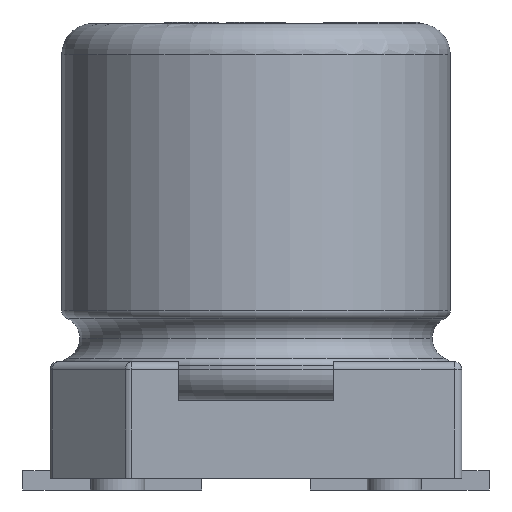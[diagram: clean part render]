
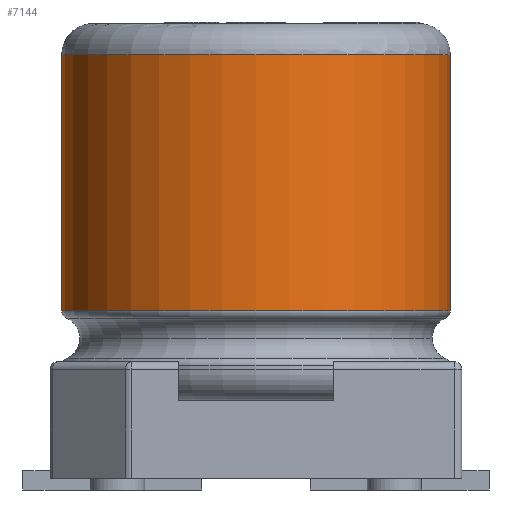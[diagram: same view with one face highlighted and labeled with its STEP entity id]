
A CAD part, left-side view. The second image highlights one B-rep face of the part: STEP entity #7144.
In plain terms, the highlighted cylindrical face has radius 2.5 mm (diameter 5 mm), a partial arc.
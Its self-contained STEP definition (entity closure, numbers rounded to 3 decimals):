
#397 = CIRCLE ( 'NONE', #2069, 2.5 ) ;
#777 = DIRECTION ( 'NONE',  ( 0., 1., 0. ) ) ;
#858 = VERTEX_POINT ( 'NONE', #4760 ) ;
#895 = VERTEX_POINT ( 'NONE', #1979 ) ;
#1099 = ORIENTED_EDGE ( 'NONE', *, *, #7337, .F. ) ;
#1148 = DIRECTION ( 'NONE',  ( 0., 1., 0. ) ) ;
#1257 = ORIENTED_EDGE ( 'NONE', *, *, #1839, .T. ) ;
#1370 = CARTESIAN_POINT ( 'NONE',  ( 0., 0., 5.454 ) ) ;
#1839 = EDGE_CURVE ( 'NONE', #895, #858, #6876, .T. ) ;
#1910 = ORIENTED_EDGE ( 'NONE', *, *, #4686, .F. ) ;
#1979 = CARTESIAN_POINT ( 'NONE',  ( 0., 2.5, 5.454 ) ) ;
#2006 = DIRECTION ( 'NONE',  ( 0., 0., -1. ) ) ;
#2069 = AXIS2_PLACEMENT_3D ( 'NONE', #5717, #6915, #1148 ) ;
#2325 = VECTOR ( 'NONE', #2897, 1000. ) ;
#2624 = CYLINDRICAL_SURFACE ( 'NONE', #3075, 2.5 ) ;
#2897 = DIRECTION ( 'NONE',  ( 0., 0., -1. ) ) ;
#3075 = AXIS2_PLACEMENT_3D ( 'NONE', #3657, #6450, #7106 ) ;
#3122 = DIRECTION ( 'NONE',  ( 0., 0., -1. ) ) ;
#3187 = CIRCLE ( 'NONE', #3787, 2.5 ) ;
#3237 = ORIENTED_EDGE ( 'NONE', *, *, #7055, .T. ) ;
#3480 = CARTESIAN_POINT ( 'NONE',  ( 0., -2.5, -18.963 ) ) ;
#3657 = CARTESIAN_POINT ( 'NONE',  ( 0., 0., -18.963 ) ) ;
#3787 = AXIS2_PLACEMENT_3D ( 'NONE', #1370, #3122, #777 ) ;
#4102 = VECTOR ( 'NONE', #2006, 1000. ) ;
#4414 = CARTESIAN_POINT ( 'NONE',  ( 0., -2.5, 5.454 ) ) ;
#4676 = EDGE_LOOP ( 'NONE', ( #1910, #3237, #1257, #1099 ) ) ;
#4686 = EDGE_CURVE ( 'NONE', #6165, #6014, #6707, .T. ) ;
#4760 = CARTESIAN_POINT ( 'NONE',  ( 0., 2.5, 2.155 ) ) ;
#5717 = CARTESIAN_POINT ( 'NONE',  ( 0., 0., 2.155 ) ) ;
#6014 = VERTEX_POINT ( 'NONE', #7050 ) ;
#6165 = VERTEX_POINT ( 'NONE', #4414 ) ;
#6450 = DIRECTION ( 'NONE',  ( 0., 0., -1. ) ) ;
#6477 = CARTESIAN_POINT ( 'NONE',  ( 0., 2.5, -18.963 ) ) ;
#6707 = LINE ( 'NONE', #3480, #2325 ) ;
#6876 = LINE ( 'NONE', #6477, #4102 ) ;
#6915 = DIRECTION ( 'NONE',  ( 0., 0., -1. ) ) ;
#7050 = CARTESIAN_POINT ( 'NONE',  ( 0., -2.5, 2.155 ) ) ;
#7055 = EDGE_CURVE ( 'NONE', #6165, #895, #3187, .T. ) ;
#7106 = DIRECTION ( 'NONE',  ( 0., 1., 0. ) ) ;
#7144 = ADVANCED_FACE ( 'NONE', ( #7279 ), #2624, .T. ) ;
#7279 = FACE_OUTER_BOUND ( 'NONE', #4676, .T. ) ;
#7337 = EDGE_CURVE ( 'NONE', #6014, #858, #397, .T. ) ;
